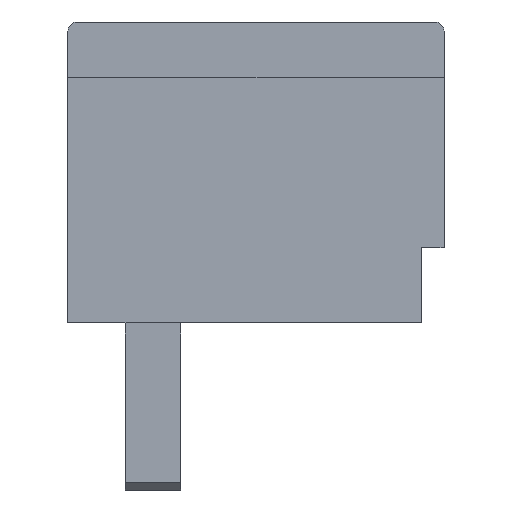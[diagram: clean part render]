
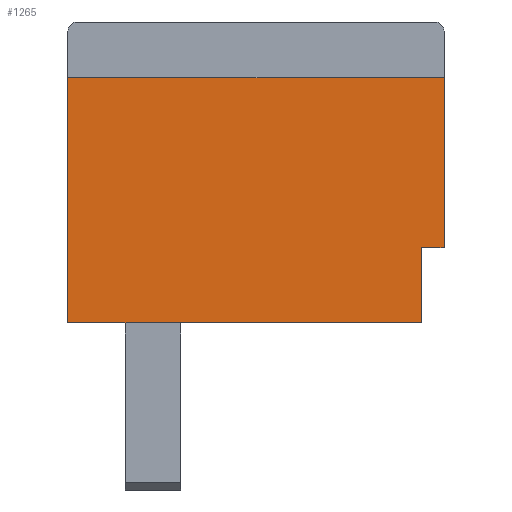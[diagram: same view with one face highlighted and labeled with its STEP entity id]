
A CAD part, left-side view. The second image highlights one B-rep face of the part: STEP entity #1265.
In plain terms, the highlighted planar face has unit normal (-1, 0, 0).
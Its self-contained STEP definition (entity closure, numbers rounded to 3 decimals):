
#1265=ADVANCED_FACE('',(#3379),#3380,.T.);
#2103=VERTEX_POINT('',#4218);
#2107=VERTEX_POINT('',#4222);
#2109=EDGE_CURVE('',#2107,#2103,#4224,.T.);
#2117=VERTEX_POINT('',#4232);
#2121=EDGE_CURVE('',#2103,#2117,#4236,.T.);
#2127=VERTEX_POINT('',#4242);
#2131=EDGE_CURVE('',#2117,#2127,#4246,.T.);
#2137=VERTEX_POINT('',#4252);
#2141=EDGE_CURVE('',#2127,#2137,#4256,.T.);
#2147=VERTEX_POINT('',#4262);
#2151=EDGE_CURVE('',#2137,#2147,#4266,.T.);
#2155=EDGE_CURVE('',#2147,#2107,#4270,.T.);
#3379=FACE_OUTER_BOUND('',#5574,.T.);
#3380=PLANE('',#5575);
#4218=CARTESIAN_POINT('',(0.0,1.5,16.1));
#4222=CARTESIAN_POINT('',(0.0,1.5,11.1));
#4224=LINE('',#6886,#6887);
#4232=CARTESIAN_POINT('',(0.0,0.0,16.1));
#4236=LINE('',#6906,#6907);
#4242=CARTESIAN_POINT('',(0.0,0.0,27.4));
#4246=LINE('',#6922,#6923);
#4252=CARTESIAN_POINT('',(0.0,25.0,27.4));
#4256=LINE('',#6938,#6939);
#4262=CARTESIAN_POINT('',(0.0,25.0,11.1));
#4266=LINE('',#6954,#6955);
#4270=LINE('',#6962,#6963);
#5574=EDGE_LOOP('',(#9257,#9258,#9259,#9260,#9261,#9262));
#5575=AXIS2_PLACEMENT_3D('',#9263,#9264,#9265);
#6886=CARTESIAN_POINT('',(0.0,1.5,11.1));
#6887=VECTOR('',#9589,1.0);
#6906=CARTESIAN_POINT('',(0.0,1.5,16.1));
#6907=VECTOR('',#9593,1.0);
#6922=CARTESIAN_POINT('',(0.0,0.0,16.1));
#6923=VECTOR('',#9596,1.0);
#6938=CARTESIAN_POINT('',(0.0,0.0,27.4));
#6939=VECTOR('',#9599,1.0);
#6954=CARTESIAN_POINT('',(0.0,25.0,27.4));
#6955=VECTOR('',#9602,1.0);
#6962=CARTESIAN_POINT('',(0.0,25.0,11.1));
#6963=VECTOR('',#9604,1.0);
#9257=ORIENTED_EDGE('',*,*,#2155,.T.);
#9258=ORIENTED_EDGE('',*,*,#2109,.T.);
#9259=ORIENTED_EDGE('',*,*,#2121,.T.);
#9260=ORIENTED_EDGE('',*,*,#2131,.T.);
#9261=ORIENTED_EDGE('',*,*,#2141,.T.);
#9262=ORIENTED_EDGE('',*,*,#2151,.T.);
#9263=CARTESIAN_POINT('',(0.0,12.591,19.341));
#9264=DIRECTION('',(-1.0,0.0,0.0));
#9265=DIRECTION('',(0.0,1.0,0.0));
#9589=DIRECTION('',(0.0,0.0,1.0));
#9593=DIRECTION('',(0.0,-1.0,0.0));
#9596=DIRECTION('',(0.0,0.0,1.0));
#9599=DIRECTION('',(0.0,1.0,0.0));
#9602=DIRECTION('',(0.0,0.0,-1.0));
#9604=DIRECTION('',(0.0,-1.0,0.0));
